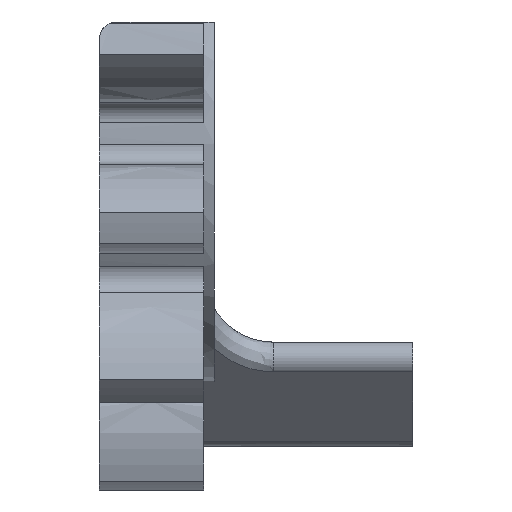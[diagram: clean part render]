
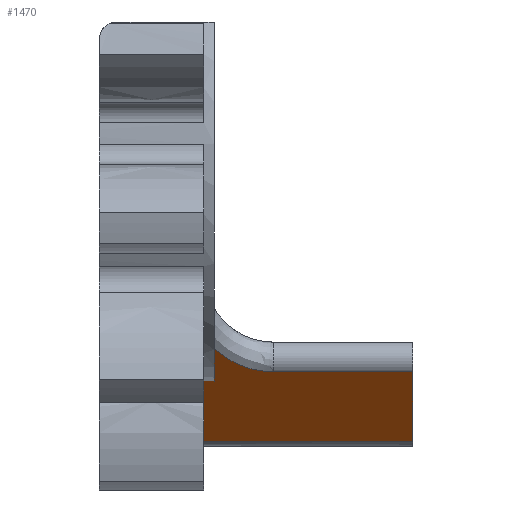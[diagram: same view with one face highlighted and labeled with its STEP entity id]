
A CAD part, left-side view. The second image highlights one B-rep face of the part: STEP entity #1470.
In plain terms, the highlighted planar face has unit normal (-0.707, 0, -0.707).
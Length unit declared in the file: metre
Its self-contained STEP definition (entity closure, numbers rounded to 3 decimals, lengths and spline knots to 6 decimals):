
#19=ELLIPSE('',#1613,0.003536,0.0025);
#471=ORIENTED_EDGE('',*,*,#798,.T.);
#472=ORIENTED_EDGE('',*,*,#799,.T.);
#473=ORIENTED_EDGE('',*,*,#800,.T.);
#474=ORIENTED_EDGE('',*,*,#801,.T.);
#475=ORIENTED_EDGE('',*,*,#802,.T.);
#476=ORIENTED_EDGE('',*,*,#803,.T.);
#798=EDGE_CURVE('',#978,#979,#1080,.T.);
#799=EDGE_CURVE('',#979,#980,#19,.T.);
#800=EDGE_CURVE('',#980,#981,#1081,.T.);
#801=EDGE_CURVE('',#981,#982,#1082,.T.);
#802=EDGE_CURVE('',#982,#983,#1083,.T.);
#803=EDGE_CURVE('',#983,#978,#1084,.T.);
#978=VERTEX_POINT('',#3141);
#979=VERTEX_POINT('',#3142);
#980=VERTEX_POINT('',#3144);
#981=VERTEX_POINT('',#3146);
#982=VERTEX_POINT('',#3148);
#983=VERTEX_POINT('',#3150);
#1080=LINE('',#3140,#1186);
#1081=LINE('',#3145,#1187);
#1082=LINE('',#3147,#1188);
#1083=LINE('',#3149,#1189);
#1084=LINE('',#3151,#1190);
#1186=VECTOR('',#1933,1.);
#1187=VECTOR('',#1936,1.);
#1188=VECTOR('',#1937,1.);
#1189=VECTOR('',#1938,1.);
#1190=VECTOR('',#1939,1.);
#1270=EDGE_LOOP('',(#471,#472,#473,#474,#475,#476));
#1358=FACE_BOUND('',#1270,.T.);
#1408=PLANE('',#1612);
#1470=ADVANCED_FACE('',(#1358),#1408,.F.);
#1612=AXIS2_PLACEMENT_3D('',#3139,#1931,#1932);
#1613=AXIS2_PLACEMENT_3D('',#3143,#1934,#1935);
#1931=DIRECTION('',(0.707,0.,0.707));
#1932=DIRECTION('',(0.707,0.,-0.707));
#1933=DIRECTION('',(0.,1.,0.));
#1934=DIRECTION('',(0.707,0.,0.707));
#1935=DIRECTION('',(-0.707,0.,0.707));
#1936=DIRECTION('',(0.,1.,0.));
#1937=DIRECTION('',(0.707,0.,-0.707));
#1938=DIRECTION('',(0.,-1.,0.));
#1939=DIRECTION('',(-0.707,0.,0.707));
#3139=CARTESIAN_POINT('',(0.037216,500.,-0.008208));
#3140=CARTESIAN_POINT('',(0.035861,-0.005,-0.006854));
#3141=CARTESIAN_POINT('',(0.035861,-0.009,-0.006854));
#3142=CARTESIAN_POINT('',(0.035861,-0.005,-0.006854));
#3143=CARTESIAN_POINT('',(0.033361,-0.005,-0.004354));
#3144=CARTESIAN_POINT('',(0.033772,-0.002534,-0.004764));
#3145=CARTESIAN_POINT('',(0.033772,0.,-0.004764));
#3146=CARTESIAN_POINT('',(0.033772,-0.0005,-0.004764));
#3147=CARTESIAN_POINT('',(0.037216,-0.0005,-0.008208));
#3148=CARTESIAN_POINT('',(0.037861,-0.0005,-0.008854));
#3149=CARTESIAN_POINT('',(0.037861,500.,-0.008854));
#3150=CARTESIAN_POINT('',(0.037861,-0.009,-0.008854));
#3151=CARTESIAN_POINT('',(0.037216,-0.009,-0.008208));
